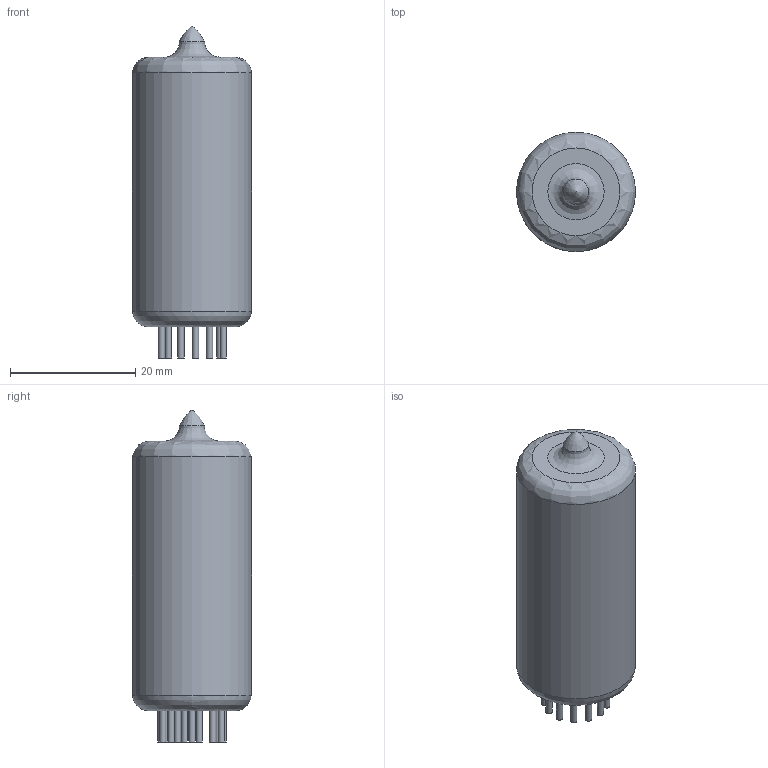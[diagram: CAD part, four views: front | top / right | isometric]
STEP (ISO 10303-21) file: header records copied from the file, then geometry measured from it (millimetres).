
FILE_DESCRIPTION(('FreeCAD Model'),'2;1');
FILE_NAME('Open CASCADE Shape Model','2023-08-06T21:09:20',(''),(''), 'Open CASCADE STEP processor 7.6','FreeCAD','Unknown');
FILE_SCHEMA(('AUTOMOTIVE_DESIGN { 1 0 10303 214 1 1 1 1 }'));
Length unit declared in the file: millimetre
Products named in the file (6): nixie_in_8_2_basic; Body; Array; Cylinder; Revolution; Sketch
Assembly tree (16 placements, depth 3):
  nixie_in_8_2_basic
    Body
    Array
      Cylinder  x12
    Revolution
    Sketch
Bounding box: 19 x 19 x 53 mm (x, y, z)
Surface area: 6269.9 mm2
Topology: 14 solids, 14 shells, 50 faces, 68 edges, 54 vertices
Faces by surface type: plane 28, cylinder 14, revolution 8
Full cylindrical faces by diameter (mm): 1 x12, 19 x2
Entity records: 707 total; most frequent: DIRECTION 125, CARTESIAN_POINT 122, AXIS2_PLACEMENT_3D 55, ORIENTED_EDGE 50, CIRCLE 29, EDGE_CURVE 25, PRODUCT_DEFINITION_SHAPE 22, FACE_BOUND 19
